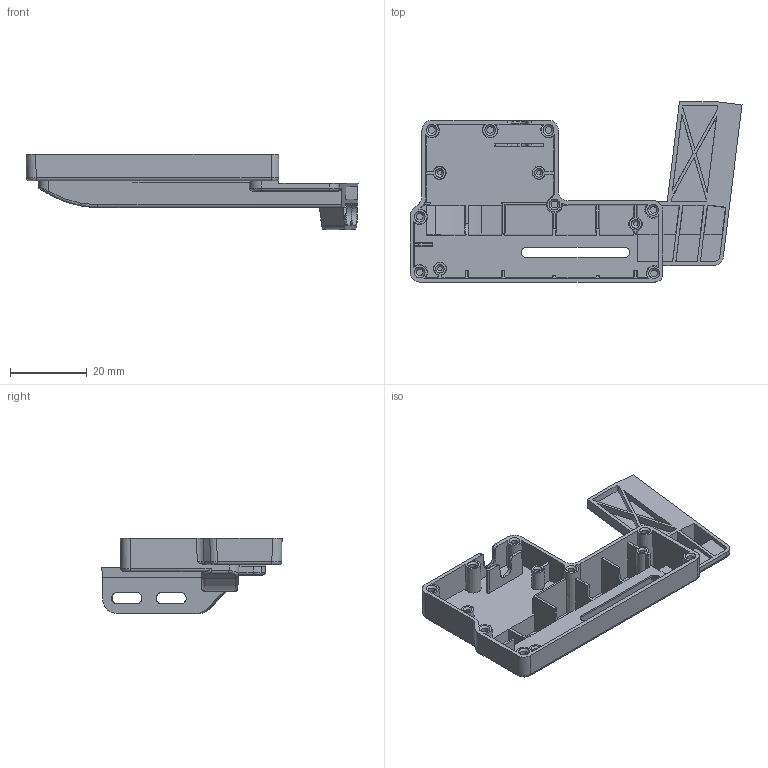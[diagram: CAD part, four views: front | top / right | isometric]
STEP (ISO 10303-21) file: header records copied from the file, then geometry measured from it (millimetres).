
FILE_DESCRIPTION(/* description */ ('SENSOR ENCLOSURE'),/* implementation_level */ '2;1');
FILE_NAME(/* name */ '7819-030-0500_rA Sensor Housing to Xcentric.stp',/* time_stamp */ '2017-09-21T10:30:30-04:00',/* author */ ('rtp'),/* organization */ (''),/* preprocessor_version */ 'ST-DEVELOPER v15.6',/* originating_system */ 'Autodesk Inventor 2015',/* authorisation */ '0 in^3');
FILE_SCHEMA (('AUTOMOTIVE_DESIGN { 1 0 10303 214 3 1 1 }'));
Length unit declared in the file: inch
Products named in the file (1): 7819-030-0500
Bounding box: 86.52 x 46.94 x 19.57 mm (x, y, z)
Volume: 7189.4 mm3; surface area: 14005.3 mm2
Topology: 1 solids, 1 shells, 341 faces, 903 edges, 590 vertices
Faces by surface type: plane 220, cylinder 64, cone 41, bspline 16
Full cylindrical faces by diameter (mm): 1.194 x4, 1.778 x8
Entity records: 11044 total; most frequent: CARTESIAN_POINT 2576, ORIENTED_EDGE 1750, DIRECTION 1702, EDGE_CURVE 875, LINE 602, VECTOR 602, VERTEX_POINT 586, AXIS2_PLACEMENT_3D 550
